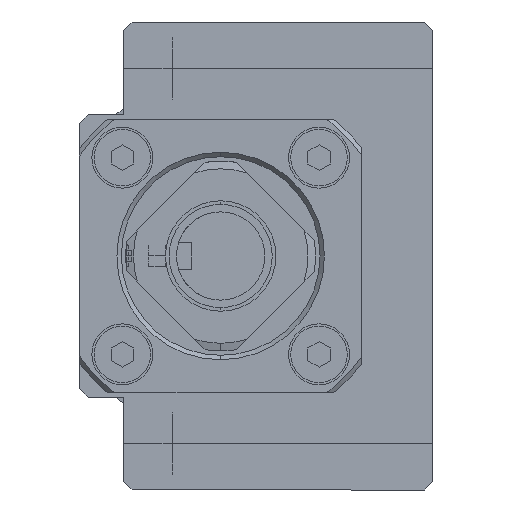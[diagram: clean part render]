
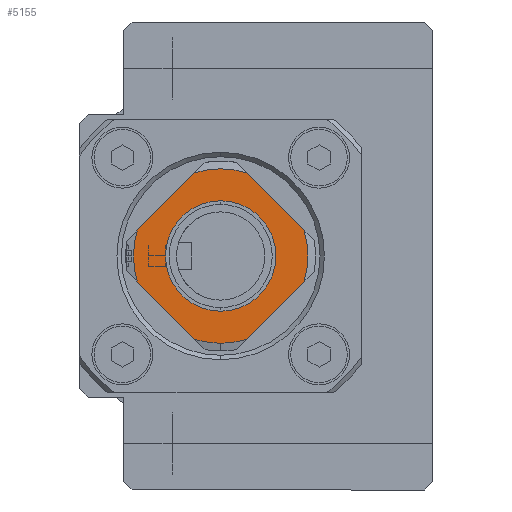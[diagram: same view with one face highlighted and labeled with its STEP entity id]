
A CAD part, left-side view. The second image highlights one B-rep face of the part: STEP entity #5155.
In plain terms, the highlighted face is planar.
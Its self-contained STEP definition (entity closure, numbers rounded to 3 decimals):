
#45 = ORIENTED_EDGE ( 'NONE', *, *, #5180, .F. ) ;
#84 = VERTEX_POINT ( 'NONE', #7816 ) ;
#86 = EDGE_CURVE ( 'NONE', #2753, #7912, #4905, .T. ) ;
#134 = ORIENTED_EDGE ( 'NONE', *, *, #9026, .T. ) ;
#442 = ORIENTED_EDGE ( 'NONE', *, *, #3047, .T. ) ;
#596 = LINE ( 'NONE', #4246, #6699 ) ;
#723 = CARTESIAN_POINT ( 'NONE',  ( 0., 0., 21. ) ) ;
#806 = DIRECTION ( 'NONE',  ( 0., -1., 0. ) ) ;
#815 = DIRECTION ( 'NONE',  ( -1., 0., 0. ) ) ;
#847 = CIRCLE ( 'NONE', #8363, 19.75 ) ;
#852 = VECTOR ( 'NONE', #3229, 1000. ) ;
#947 = EDGE_CURVE ( 'NONE', #84, #3261, #4963, .T. ) ;
#960 = CARTESIAN_POINT ( 'NONE',  ( 0., 0., 21. ) ) ;
#1041 = CARTESIAN_POINT ( 'NONE',  ( 0., 0., 21. ) ) ;
#1337 = CARTESIAN_POINT ( 'NONE',  ( -24.749, 0., 21. ) ) ;
#1435 = AXIS2_PLACEMENT_3D ( 'NONE', #7938, #1524, #7172 ) ;
#1524 = DIRECTION ( 'NONE',  ( 0., 0., -1. ) ) ;
#1568 = DIRECTION ( 'NONE',  ( -1., 0., 0. ) ) ;
#1606 = FACE_OUTER_BOUND ( 'NONE', #7352, .T. ) ;
#1610 = DIRECTION ( 'NONE',  ( -1., 0., 0. ) ) ;
#1627 = CARTESIAN_POINT ( 'NONE',  ( -12.5, 0., 21. ) ) ;
#1708 = CARTESIAN_POINT ( 'NONE',  ( 5.901, 18.848, 21. ) ) ;
#1746 = VERTEX_POINT ( 'NONE', #2108 ) ;
#2108 = CARTESIAN_POINT ( 'NONE',  ( -18.848, 5.901, 21. ) ) ;
#2144 = EDGE_CURVE ( 'NONE', #2753, #4897, #7115, .T. ) ;
#2343 = ORIENTED_EDGE ( 'NONE', *, *, #86, .T. ) ;
#2396 = VERTEX_POINT ( 'NONE', #1627 ) ;
#2630 = CARTESIAN_POINT ( 'NONE',  ( 18.848, 5.901, 21. ) ) ;
#2656 = DIRECTION ( 'NONE',  ( -1., 0., 0. ) ) ;
#2753 = VERTEX_POINT ( 'NONE', #2630 ) ;
#2775 = DIRECTION ( 'NONE',  ( 0.707, -0.707, 0. ) ) ;
#2867 = EDGE_CURVE ( 'NONE', #3895, #7912, #847, .T. ) ;
#2927 = FACE_BOUND ( 'NONE', #6761, .T. ) ;
#2929 = ORIENTED_EDGE ( 'NONE', *, *, #2934, .T. ) ;
#2934 = EDGE_CURVE ( 'NONE', #2396, #7502, #3500, .T. ) ;
#2971 = CARTESIAN_POINT ( 'NONE',  ( 0., 0., 21. ) ) ;
#2999 = CIRCLE ( 'NONE', #6543, 19.75 ) ;
#3047 = EDGE_CURVE ( 'NONE', #3895, #1746, #4610, .T. ) ;
#3074 = CARTESIAN_POINT ( 'NONE',  ( -19.75, 0., 21. ) ) ;
#3154 = VERTEX_POINT ( 'NONE', #6463 ) ;
#3229 = DIRECTION ( 'NONE',  ( -0.707, -0.707, 0. ) ) ;
#3261 = VERTEX_POINT ( 'NONE', #3074 ) ;
#3331 = CIRCLE ( 'NONE', #5099, 19.75 ) ;
#3500 = CIRCLE ( 'NONE', #1435, 12.5 ) ;
#3665 = PLANE ( 'NONE',  #7605 ) ;
#3703 = DIRECTION ( 'NONE',  ( 0., 0., -1. ) ) ;
#3706 = CARTESIAN_POINT ( 'NONE',  ( 0., 0., 21. ) ) ;
#3895 = VERTEX_POINT ( 'NONE', #7088 ) ;
#4119 = CARTESIAN_POINT ( 'NONE',  ( 24.749, 0., 21. ) ) ;
#4183 = ORIENTED_EDGE ( 'NONE', *, *, #2144, .F. ) ;
#4246 = CARTESIAN_POINT ( 'NONE',  ( 0., -24.749, 21. ) ) ;
#4418 = VECTOR ( 'NONE', #6396, 1000. ) ;
#4610 = LINE ( 'NONE', #8208, #852 ) ;
#4743 = CARTESIAN_POINT ( 'NONE',  ( 0., 0., 21. ) ) ;
#4835 = DIRECTION ( 'NONE',  ( 0., 0., -1. ) ) ;
#4897 = VERTEX_POINT ( 'NONE', #5373 ) ;
#4905 = LINE ( 'NONE', #4119, #4418 ) ;
#4955 = DIRECTION ( 'NONE',  ( 0., 0., -1. ) ) ;
#4963 = CIRCLE ( 'NONE', #5854, 19.75 ) ;
#5099 = AXIS2_PLACEMENT_3D ( 'NONE', #2971, #4955, #1568 ) ;
#5129 = CARTESIAN_POINT ( 'NONE',  ( 0., 0., 21. ) ) ;
#5132 = ORIENTED_EDGE ( 'NONE', *, *, #6611, .F. ) ;
#5155 = ADVANCED_FACE ( 'NONE', ( #1606, #2927 ), #3665, .F. ) ;
#5180 = EDGE_CURVE ( 'NONE', #5808, #3154, #3331, .T. ) ;
#5240 = CARTESIAN_POINT ( 'NONE',  ( 12.5, 0., 21. ) ) ;
#5373 = CARTESIAN_POINT ( 'NONE',  ( 18.848, -5.901, 21. ) ) ;
#5472 = AXIS2_PLACEMENT_3D ( 'NONE', #723, #8566, #815 ) ;
#5651 = ORIENTED_EDGE ( 'NONE', *, *, #2867, .F. ) ;
#5659 = VECTOR ( 'NONE', #2775, 1000. ) ;
#5797 = AXIS2_PLACEMENT_3D ( 'NONE', #1041, #6001, #8102 ) ;
#5808 = VERTEX_POINT ( 'NONE', #7249 ) ;
#5854 = AXIS2_PLACEMENT_3D ( 'NONE', #4743, #4835, #2656 ) ;
#6001 = DIRECTION ( 'NONE',  ( 0., 0., -1. ) ) ;
#6396 = DIRECTION ( 'NONE',  ( -0.707, 0.707, 0. ) ) ;
#6463 = CARTESIAN_POINT ( 'NONE',  ( -5.901, -18.848, 21. ) ) ;
#6543 = AXIS2_PLACEMENT_3D ( 'NONE', #3706, #7948, #1610 ) ;
#6611 = EDGE_CURVE ( 'NONE', #3261, #1746, #2999, .T. ) ;
#6699 = VECTOR ( 'NONE', #9045, 1000. ) ;
#6761 = EDGE_LOOP ( 'NONE', ( #134, #2929 ) ) ;
#6936 = LINE ( 'NONE', #1337, #5659 ) ;
#7088 = CARTESIAN_POINT ( 'NONE',  ( -5.901, 18.848, 21. ) ) ;
#7115 = CIRCLE ( 'NONE', #5797, 19.75 ) ;
#7172 = DIRECTION ( 'NONE',  ( -1., 0., 0. ) ) ;
#7212 = DIRECTION ( 'NONE',  ( 0., 0., -1. ) ) ;
#7249 = CARTESIAN_POINT ( 'NONE',  ( 5.901, -18.848, 21. ) ) ;
#7252 = DIRECTION ( 'NONE',  ( -1., 0., 0. ) ) ;
#7286 = EDGE_CURVE ( 'NONE', #5808, #4897, #596, .T. ) ;
#7352 = EDGE_LOOP ( 'NONE', ( #5651, #442, #5132, #7835, #8404, #45, #8364, #4183, #2343 ) ) ;
#7502 = VERTEX_POINT ( 'NONE', #5240 ) ;
#7605 = AXIS2_PLACEMENT_3D ( 'NONE', #5129, #3703, #806 ) ;
#7816 = CARTESIAN_POINT ( 'NONE',  ( -18.848, -5.901, 21. ) ) ;
#7835 = ORIENTED_EDGE ( 'NONE', *, *, #947, .F. ) ;
#7912 = VERTEX_POINT ( 'NONE', #1708 ) ;
#7938 = CARTESIAN_POINT ( 'NONE',  ( 0., 0., 21. ) ) ;
#7948 = DIRECTION ( 'NONE',  ( 0., 0., -1. ) ) ;
#8102 = DIRECTION ( 'NONE',  ( -1., 0., 0. ) ) ;
#8208 = CARTESIAN_POINT ( 'NONE',  ( 0., 24.749, 21. ) ) ;
#8363 = AXIS2_PLACEMENT_3D ( 'NONE', #960, #7212, #7252 ) ;
#8364 = ORIENTED_EDGE ( 'NONE', *, *, #7286, .T. ) ;
#8404 = ORIENTED_EDGE ( 'NONE', *, *, #8650, .T. ) ;
#8418 = CIRCLE ( 'NONE', #5472, 12.5 ) ;
#8566 = DIRECTION ( 'NONE',  ( 0., 0., -1. ) ) ;
#8650 = EDGE_CURVE ( 'NONE', #84, #3154, #6936, .T. ) ;
#9026 = EDGE_CURVE ( 'NONE', #7502, #2396, #8418, .T. ) ;
#9045 = DIRECTION ( 'NONE',  ( 0.707, 0.707, 0. ) ) ;
